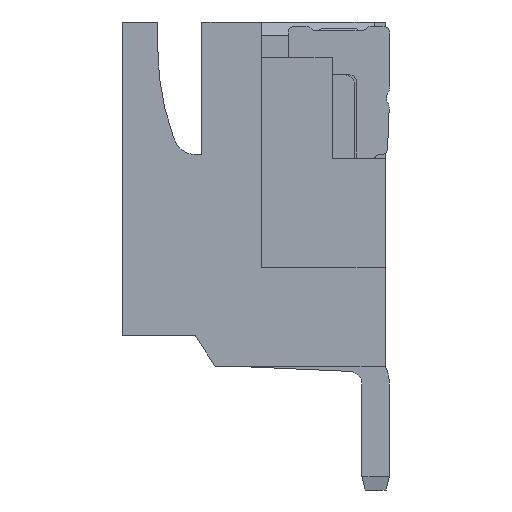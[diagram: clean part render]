
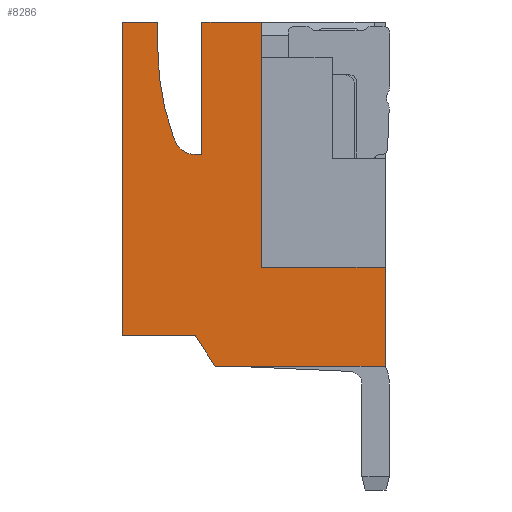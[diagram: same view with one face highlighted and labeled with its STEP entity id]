
A CAD part, left-side view. The second image highlights one B-rep face of the part: STEP entity #8286.
In plain terms, the highlighted planar face has unit normal (-1, 0, 0).
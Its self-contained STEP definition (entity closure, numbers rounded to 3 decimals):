
#1=DIRECTION('',(0.,0.541,0.841));
#2=VECTOR('',#1,0.832);
#3=CARTESIAN_POINT('',(1.25,-2.1,-7.8));
#4=LINE('',#3,#2);
#5=CARTESIAN_POINT('',(1.25,-6.622,-0.6));
#6=DIRECTION('',(-1.,0.,0.));
#7=DIRECTION('',(0.,1.,0.));
#8=AXIS2_PLACEMENT_3D('',#5,#6,#7);
#10=DIRECTION('',(0.,-0.342,-0.94));
#11=VECTOR('',#10,0.085);
#12=CARTESIAN_POINT('',(1.25,-1.151,-2.591));
#13=LINE('',#12,#11);
#14=CARTESIAN_POINT('',(1.25,-1.65,-2.5));
#15=DIRECTION('',(-1.,0.,0.));
#16=DIRECTION('',(0.,0.94,-0.342));
#17=AXIS2_PLACEMENT_3D('',#14,#15,#16);
#19=DIRECTION('',(0.,0.,1.));
#20=VECTOR('',#19,5.55);
#21=CARTESIAN_POINT('',(1.25,-3.15,-5.55));
#22=LINE('',#21,#20);
#31=DIRECTION('',(0.,1.,0.));
#32=VECTOR('',#31,1.35);
#33=CARTESIAN_POINT('',(1.25,-3.15,0.));
#34=LINE('',#33,#32);
#989=DIRECTION('',(0.,0.,-1.));
#990=VECTOR('',#989,3.);
#991=CARTESIAN_POINT('',(1.25,-1.8,0.));
#992=LINE('',#991,#990);
#993=DIRECTION('',(0.,1.,0.));
#994=VECTOR('',#993,0.15);
#995=CARTESIAN_POINT('',(1.25,-1.8,-3.));
#996=LINE('',#995,#994);
#1066=DIRECTION('',(0.,0.,1.));
#1067=VECTOR('',#1066,0.6);
#1068=CARTESIAN_POINT('',(1.25,-0.8,-0.6));
#1069=LINE('',#1068,#1067);
#1137=DIRECTION('',(0.,0.,-1.));
#1138=VECTOR('',#1137,7.1);
#1139=CARTESIAN_POINT('',(1.25,0.,0.));
#1140=LINE('',#1139,#1138);
#1341=DIRECTION('',(0.,1.,0.));
#1342=VECTOR('',#1341,0.8);
#1343=CARTESIAN_POINT('',(1.25,-0.8,0.));
#1344=LINE('',#1343,#1342);
#1349=DIRECTION('',(0.,-1.,0.));
#1350=VECTOR('',#1349,1.65);
#1351=CARTESIAN_POINT('',(1.25,0.,-7.1));
#1352=LINE('',#1351,#1350);
#1573=DIRECTION('',(0.,-1.,0.));
#1574=VECTOR('',#1573,3.85);
#1575=CARTESIAN_POINT('',(1.25,-2.1,-7.8));
#1576=LINE('',#1575,#1574);
#1585=DIRECTION('',(0.,0.,1.));
#1586=VECTOR('',#1585,2.25);
#1587=CARTESIAN_POINT('',(1.25,-5.95,-7.8));
#1588=LINE('',#1587,#1586);
#1830=DIRECTION('',(0.,1.,0.));
#1831=VECTOR('',#1830,2.8);
#1832=CARTESIAN_POINT('',(1.25,-5.95,-5.55));
#1833=LINE('',#1832,#1831);
#6301=CARTESIAN_POINT('',(1.25,-5.95,-5.55));
#6302=CARTESIAN_POINT('',(1.25,-3.15,-5.55));
#6303=VERTEX_POINT('',#6301);
#6304=VERTEX_POINT('',#6302);
#6305=CARTESIAN_POINT('',(1.25,-5.95,-7.8));
#6306=VERTEX_POINT('',#6305);
#6307=CARTESIAN_POINT('',(1.25,-2.1,-7.8));
#6308=VERTEX_POINT('',#6307);
#6309=CARTESIAN_POINT('',(1.25,-1.65,-7.1));
#6310=VERTEX_POINT('',#6309);
#6311=CARTESIAN_POINT('',(1.25,0.,-7.1));
#6312=VERTEX_POINT('',#6311);
#6313=CARTESIAN_POINT('',(1.25,0.,0.));
#6314=VERTEX_POINT('',#6313);
#6315=CARTESIAN_POINT('',(1.25,-0.8,0.));
#6316=VERTEX_POINT('',#6315);
#6317=CARTESIAN_POINT('',(1.25,-0.8,-0.6));
#6318=VERTEX_POINT('',#6317);
#6319=CARTESIAN_POINT('',(1.25,-1.151,-2.591));
#6320=VERTEX_POINT('',#6319);
#6321=CARTESIAN_POINT('',(1.25,-1.18,-2.671));
#6322=VERTEX_POINT('',#6321);
#6323=CARTESIAN_POINT('',(1.25,-1.65,-3.));
#6324=VERTEX_POINT('',#6323);
#6325=CARTESIAN_POINT('',(1.25,-1.8,-3.));
#6326=VERTEX_POINT('',#6325);
#6327=CARTESIAN_POINT('',(1.25,-1.8,0.));
#6328=VERTEX_POINT('',#6327);
#6329=CARTESIAN_POINT('',(1.25,-3.15,0.));
#6330=VERTEX_POINT('',#6329);
#8249=CARTESIAN_POINT('',(1.25,-2.975,-3.9));
#8250=DIRECTION('',(1.,0.,0.));
#8251=DIRECTION('',(0.,-1.,0.));
#8252=AXIS2_PLACEMENT_3D('',#8249,#8250,#8251);
#8253=PLANE('',#8252);
#8255=ORIENTED_EDGE('',*,*,#8254,.F.);
#8257=ORIENTED_EDGE('',*,*,#8256,.F.);
#8259=ORIENTED_EDGE('',*,*,#8258,.F.);
#8261=ORIENTED_EDGE('',*,*,#8260,.F.);
#8263=ORIENTED_EDGE('',*,*,#8262,.T.);
#8265=ORIENTED_EDGE('',*,*,#8264,.F.);
#8267=ORIENTED_EDGE('',*,*,#8266,.F.);
#8269=ORIENTED_EDGE('',*,*,#8268,.F.);
#8271=ORIENTED_EDGE('',*,*,#8270,.F.);
#8273=ORIENTED_EDGE('',*,*,#8272,.T.);
#8275=ORIENTED_EDGE('',*,*,#8274,.T.);
#8277=ORIENTED_EDGE('',*,*,#8276,.T.);
#8279=ORIENTED_EDGE('',*,*,#8278,.F.);
#8281=ORIENTED_EDGE('',*,*,#8280,.F.);
#8283=ORIENTED_EDGE('',*,*,#8282,.F.);
#8284=EDGE_LOOP('',(#8255,#8257,#8259,#8261,#8263,#8265,#8267,#8269,#8271,#8273,
#8275,#8277,#8279,#8281,#8283));
#8285=FACE_OUTER_BOUND('',#8284,.F.);
#9=CIRCLE('',#8,5.822);
#18=CIRCLE('',#17,0.5);
#8254=EDGE_CURVE('',#6304,#6330,#22,.T.);
#8256=EDGE_CURVE('',#6303,#6304,#1833,.T.);
#8258=EDGE_CURVE('',#6306,#6303,#1588,.T.);
#8260=EDGE_CURVE('',#6308,#6306,#1576,.T.);
#8262=EDGE_CURVE('',#6308,#6310,#4,.T.);
#8264=EDGE_CURVE('',#6312,#6310,#1352,.T.);
#8266=EDGE_CURVE('',#6314,#6312,#1140,.T.);
#8268=EDGE_CURVE('',#6316,#6314,#1344,.T.);
#8270=EDGE_CURVE('',#6318,#6316,#1069,.T.);
#8272=EDGE_CURVE('',#6318,#6320,#9,.T.);
#8274=EDGE_CURVE('',#6320,#6322,#13,.T.);
#8276=EDGE_CURVE('',#6322,#6324,#18,.T.);
#8278=EDGE_CURVE('',#6326,#6324,#996,.T.);
#8280=EDGE_CURVE('',#6328,#6326,#992,.T.);
#8282=EDGE_CURVE('',#6330,#6328,#34,.T.);
#8286=ADVANCED_FACE('',(#8285),#8253,.F.);
